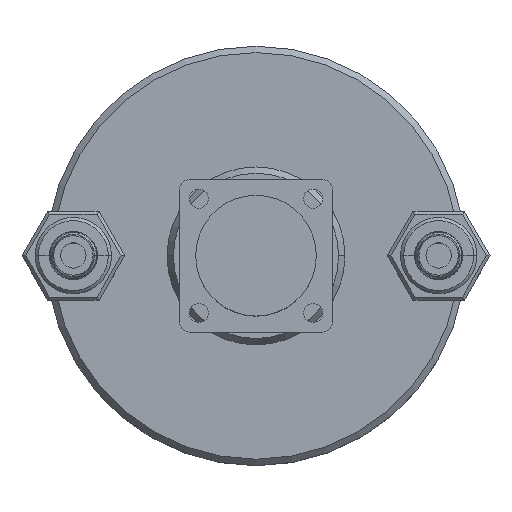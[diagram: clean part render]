
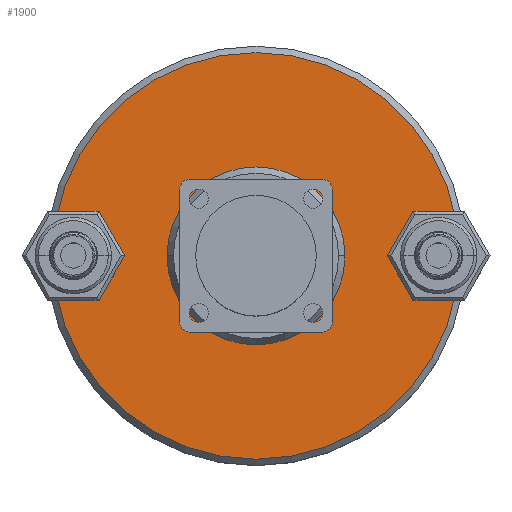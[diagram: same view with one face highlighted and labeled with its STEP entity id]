
A CAD part, top view. The second image highlights one B-rep face of the part: STEP entity #1900.
In plain terms, the highlighted planar face has unit normal (0, 0, 1).
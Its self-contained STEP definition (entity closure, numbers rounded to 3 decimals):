
#16 = DIRECTION ( 'NONE',  ( 1., 0., 0. ) ) ;
#45 = ORIENTED_EDGE ( 'NONE', *, *, #4649, .F. ) ;
#325 = FACE_OUTER_BOUND ( 'NONE', #880, .T. ) ;
#328 = VERTEX_POINT ( 'NONE', #934 ) ;
#376 = CIRCLE ( 'NONE', #2661, 14. ) ;
#499 = FACE_BOUND ( 'NONE', #3626, .T. ) ;
#666 = CARTESIAN_POINT ( 'NONE',  ( 0., 0., 19.5 ) ) ;
#691 = DIRECTION ( 'NONE',  ( 0., 0., 1. ) ) ;
#725 = DIRECTION ( 'NONE',  ( 0., 0., 1. ) ) ;
#741 = DIRECTION ( 'NONE',  ( 1., 0., 0. ) ) ;
#880 = EDGE_LOOP ( 'NONE', ( #4489, #3985 ) ) ;
#934 = CARTESIAN_POINT ( 'NONE',  ( 14., 0., 19.5 ) ) ;
#965 = AXIS2_PLACEMENT_3D ( 'NONE', #666, #691, #1703 ) ;
#1032 = CARTESIAN_POINT ( 'NONE',  ( 0., 0., 19.5 ) ) ;
#1076 = CIRCLE ( 'NONE', #3338, 32. ) ;
#1150 = PLANE ( 'NONE',  #4605 ) ;
#1375 = DIRECTION ( 'NONE',  ( 0., 0., 1. ) ) ;
#1423 = VERTEX_POINT ( 'NONE', #3944 ) ;
#1500 = CARTESIAN_POINT ( 'NONE',  ( 0., 0., 19.5 ) ) ;
#1595 = CIRCLE ( 'NONE', #2032, 32. ) ;
#1619 = CARTESIAN_POINT ( 'NONE',  ( 32., 0., 19.5 ) ) ;
#1703 = DIRECTION ( 'NONE',  ( 1., 0., 0. ) ) ;
#1900 = ADVANCED_FACE ( 'NONE', ( #499, #325 ), #1150, .T. ) ;
#1974 = EDGE_CURVE ( 'NONE', #1423, #328, #376, .T. ) ;
#2032 = AXIS2_PLACEMENT_3D ( 'NONE', #1032, #3864, #2887 ) ;
#2108 = DIRECTION ( 'NONE',  ( 1., 0., 0. ) ) ;
#2440 = CARTESIAN_POINT ( 'NONE',  ( -32., 0., 19.5 ) ) ;
#2458 = CIRCLE ( 'NONE', #965, 14. ) ;
#2564 = ORIENTED_EDGE ( 'NONE', *, *, #1974, .F. ) ;
#2661 = AXIS2_PLACEMENT_3D ( 'NONE', #4074, #725, #16 ) ;
#2887 = DIRECTION ( 'NONE',  ( 1., 0., 0. ) ) ;
#3329 = DIRECTION ( 'NONE',  ( 0., 0., 1. ) ) ;
#3338 = AXIS2_PLACEMENT_3D ( 'NONE', #3899, #1375, #2108 ) ;
#3626 = EDGE_LOOP ( 'NONE', ( #2564, #45 ) ) ;
#3844 = EDGE_CURVE ( 'NONE', #4666, #4541, #1076, .T. ) ;
#3864 = DIRECTION ( 'NONE',  ( 0., 0., 1. ) ) ;
#3899 = CARTESIAN_POINT ( 'NONE',  ( 0., 0., 19.5 ) ) ;
#3944 = CARTESIAN_POINT ( 'NONE',  ( -14., 0., 19.5 ) ) ;
#3985 = ORIENTED_EDGE ( 'NONE', *, *, #4641, .T. ) ;
#4074 = CARTESIAN_POINT ( 'NONE',  ( 0., 0., 19.5 ) ) ;
#4489 = ORIENTED_EDGE ( 'NONE', *, *, #3844, .T. ) ;
#4541 = VERTEX_POINT ( 'NONE', #1619 ) ;
#4605 = AXIS2_PLACEMENT_3D ( 'NONE', #1500, #3329, #741 ) ;
#4641 = EDGE_CURVE ( 'NONE', #4541, #4666, #1595, .T. ) ;
#4649 = EDGE_CURVE ( 'NONE', #328, #1423, #2458, .T. ) ;
#4666 = VERTEX_POINT ( 'NONE', #2440 ) ;
